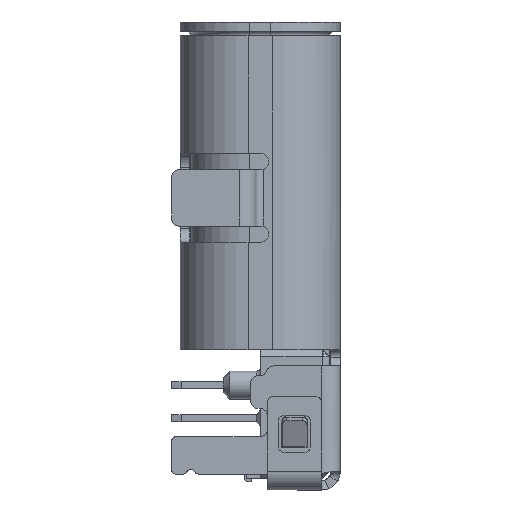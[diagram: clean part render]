
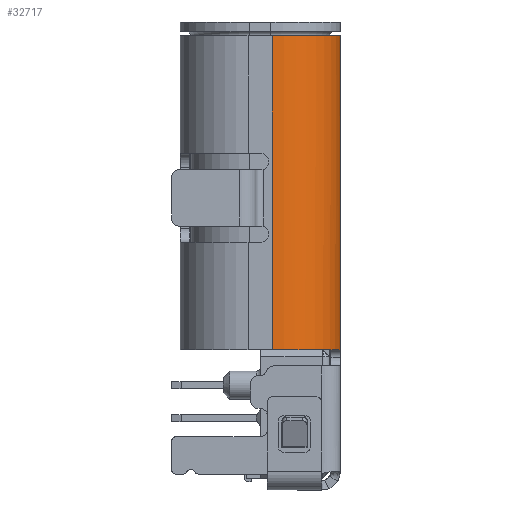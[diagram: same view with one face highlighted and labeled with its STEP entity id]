
A CAD part, left-side view. The second image highlights one B-rep face of the part: STEP entity #32717.
In plain terms, the highlighted cylindrical face has radius 1.45 mm (diameter 2.9 mm), a partial arc.
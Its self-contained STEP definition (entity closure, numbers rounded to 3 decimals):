
#54=B_SPLINE_CURVE_WITH_KNOTS('',3,(#53256,#53257,#53258,#53259),
 .UNSPECIFIED.,.F.,.F.,(4,4),(0.,0.),.UNSPECIFIED.);
#946=CIRCLE('',#35287,1.45);
#1036=CIRCLE('',#35406,1.45);
#1575=CYLINDRICAL_SURFACE('',#35457,1.45);
#9213=ORIENTED_EDGE('',*,*,#14879,.F.);
#9214=ORIENTED_EDGE('',*,*,#15213,.F.);
#9215=ORIENTED_EDGE('',*,*,#15122,.T.);
#9216=ORIENTED_EDGE('',*,*,#15214,.T.);
#9217=ORIENTED_EDGE('',*,*,#15146,.T.);
#14879=EDGE_CURVE('',#18417,#18418,#946,.T.);
#15122=EDGE_CURVE('',#18637,#18636,#1036,.T.);
#15146=EDGE_CURVE('',#18654,#18418,#22247,.T.);
#15213=EDGE_CURVE('',#18637,#18417,#22285,.T.);
#15214=EDGE_CURVE('',#18636,#18654,#54,.T.);
#18417=VERTEX_POINT('',#52594);
#18418=VERTEX_POINT('',#52596);
#18636=VERTEX_POINT('',#53081);
#18637=VERTEX_POINT('',#53083);
#18654=VERTEX_POINT('',#53128);
#22247=LINE('',#53127,#25980);
#22285=LINE('',#53254,#26018);
#25980=VECTOR('',#43264,1000.);
#26018=VECTOR('',#43372,1000.);
#27991=EDGE_LOOP('',(#9213,#9214,#9215,#9216,#9217));
#29790=FACE_BOUND('',#27991,.T.);
#32717=ADVANCED_FACE('',(#29790),#1575,.T.);
#35287=AXIS2_PLACEMENT_3D('',#52595,#42833,#42834);
#35406=AXIS2_PLACEMENT_3D('',#53082,#43220,#43221);
#35457=AXIS2_PLACEMENT_3D('',#53255,#43373,#43374);
#42833=DIRECTION('',(0.,-1.,0.));
#42834=DIRECTION('',(-1.,0.,0.));
#43220=DIRECTION('',(0.,-1.,0.));
#43221=DIRECTION('',(-1.,0.,0.));
#43264=DIRECTION('',(0.,-1.,0.));
#43372=DIRECTION('',(0.,-1.,0.));
#43373=DIRECTION('',(0.,-1.,0.));
#43374=DIRECTION('',(0.,0.,-1.));
#52594=CARTESIAN_POINT('',(4.6,-3.35,0.26));
#52595=CARTESIAN_POINT('',(3.15,-3.35,0.26));
#52596=CARTESIAN_POINT('',(3.15,-3.35,1.71));
#53081=CARTESIAN_POINT('',(3.23,3.35,1.708));
#53082=CARTESIAN_POINT('',(3.15,3.35,0.26));
#53083=CARTESIAN_POINT('',(4.6,3.35,0.26));
#53127=CARTESIAN_POINT('',(3.15,3.35,1.71));
#53128=CARTESIAN_POINT('',(3.15,3.369,1.71));
#53254=CARTESIAN_POINT('',(4.6,3.35,0.26));
#53255=CARTESIAN_POINT('',(3.15,3.35,0.26));
#53256=CARTESIAN_POINT('',(3.23,3.35,1.708));
#53257=CARTESIAN_POINT('',(3.202,3.35,1.709));
#53258=CARTESIAN_POINT('',(3.175,3.356,1.71));
#53259=CARTESIAN_POINT('',(3.15,3.369,1.71));
